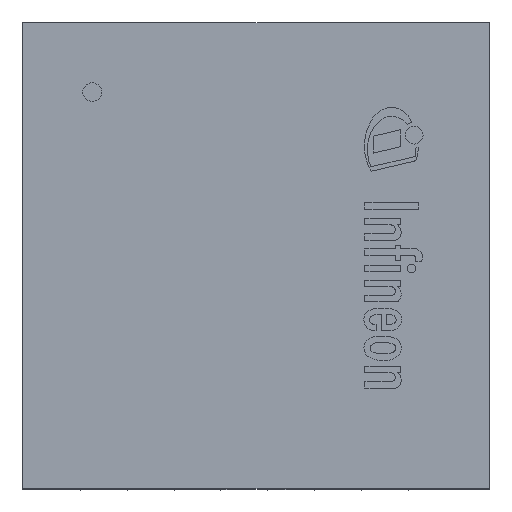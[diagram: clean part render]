
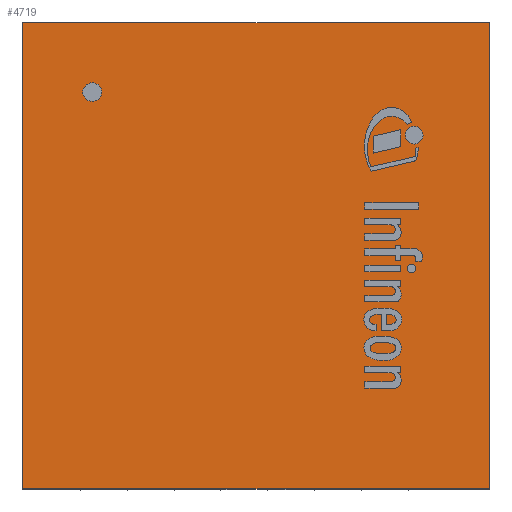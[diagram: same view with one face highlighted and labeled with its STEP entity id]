
A CAD part, top view. The second image highlights one B-rep face of the part: STEP entity #4719.
In plain terms, the highlighted planar face has unit normal (0, 0, 1).
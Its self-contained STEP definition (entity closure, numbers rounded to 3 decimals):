
#207=FACE_BOUND('',#618,.T.);
#216=CIRCLE('',#5085,0.1);
#300=FACE_OUTER_BOUND('',#617,.T.);
#617=EDGE_LOOP('',(#3143,#3144,#3145,#3146));
#618=EDGE_LOOP('',(#3147));
#941=LINE('',#6775,#1485);
#945=LINE('',#6783,#1489);
#948=LINE('',#6789,#1492);
#949=LINE('',#6790,#1493);
#1485=VECTOR('',#5467,1.);
#1489=VECTOR('',#5473,1.);
#1492=VECTOR('',#5478,1.);
#1493=VECTOR('',#5479,1.);
#2029=VERTEX_POINT('',#6773);
#2030=VERTEX_POINT('',#6774);
#2033=VERTEX_POINT('',#6782);
#2035=VERTEX_POINT('',#6788);
#2036=VERTEX_POINT('',#6791);
#2473=EDGE_CURVE('',#2029,#2030,#941,.T.);
#2477=EDGE_CURVE('',#2033,#2029,#945,.T.);
#2480=EDGE_CURVE('',#2030,#2035,#948,.T.);
#2481=EDGE_CURVE('',#2035,#2033,#949,.T.);
#2482=EDGE_CURVE('',#2036,#2036,#216,.T.);
#3143=ORIENTED_EDGE('',*,*,#2473,.T.);
#3144=ORIENTED_EDGE('',*,*,#2480,.T.);
#3145=ORIENTED_EDGE('',*,*,#2481,.T.);
#3146=ORIENTED_EDGE('',*,*,#2477,.T.);
#3147=ORIENTED_EDGE('',*,*,#2482,.T.);
#4461=PLANE('',#5084);
#4719=ADVANCED_FACE('',(#300,#207),#4461,.T.);
#5084=AXIS2_PLACEMENT_3D('',#6787,#5476,#5477);
#5085=AXIS2_PLACEMENT_3D('',#6792,#5480,#5481);
#5467=DIRECTION('',(-1.,0.,0.));
#5473=DIRECTION('',(0.,1.,0.));
#5476=DIRECTION('center_axis',(0.,0.,1.));
#5477=DIRECTION('ref_axis',(1.,0.,0.));
#5478=DIRECTION('',(0.,-1.,0.));
#5479=DIRECTION('',(1.,0.,0.));
#5480=DIRECTION('center_axis',(0.,0.,-1.));
#5481=DIRECTION('ref_axis',(-1.,0.,0.));
#6773=CARTESIAN_POINT('',(2.49,2.49,0.6));
#6774=CARTESIAN_POINT('',(-2.49,2.49,0.6));
#6775=CARTESIAN_POINT('',(0.,2.49,0.6));
#6782=CARTESIAN_POINT('',(2.49,-2.49,0.6));
#6783=CARTESIAN_POINT('',(2.49,0.003,0.6));
#6787=CARTESIAN_POINT('Origin',(0.,0.,
0.6));
#6788=CARTESIAN_POINT('',(-2.49,-2.49,0.6));
#6789=CARTESIAN_POINT('',(-2.49,0.,0.6));
#6790=CARTESIAN_POINT('',(0.002,-2.49,0.6));
#6791=CARTESIAN_POINT('',(-1.65,1.75,0.6));
#6792=CARTESIAN_POINT('Origin',(-1.75,1.75,0.6));
